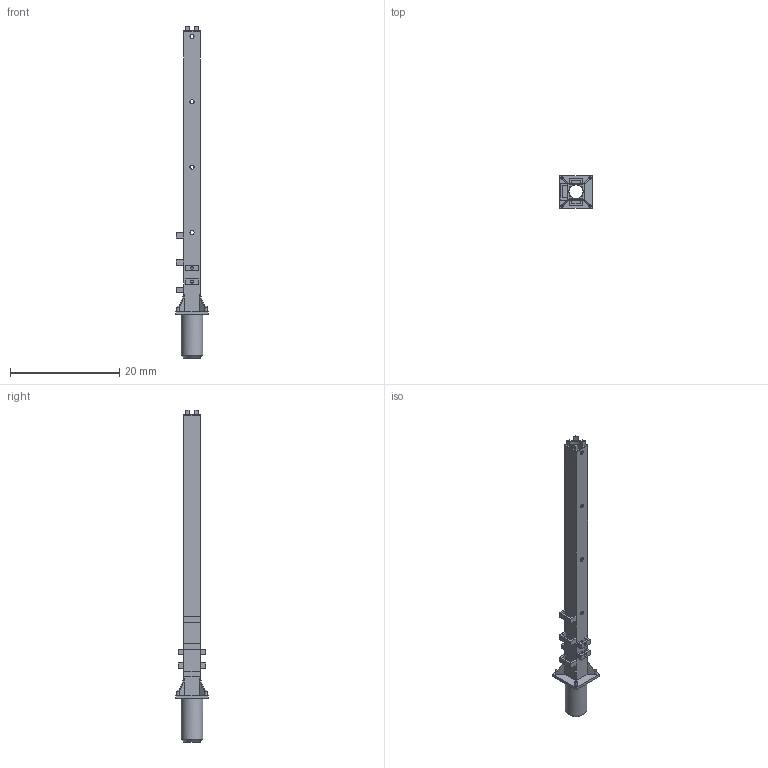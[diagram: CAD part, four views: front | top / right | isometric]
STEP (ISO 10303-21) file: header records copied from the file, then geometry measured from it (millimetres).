
FILE_DESCRIPTION(('FreeCAD Model'),'2;1');
FILE_NAME('Open CASCADE Shape Model','2024-03-24T14:59:39',('FreeCAD'),( 'FreeCAD'),'Open CASCADE STEP processor 7.6','FreeCAD','Unknown');
FILE_SCHEMA(('AUTOMOTIVE_DESIGN { 1 0 10303 214 1 1 1 1 }'));
Length unit declared in the file: millimetre
Products named in the file (1): Open CASCADE STEP translator 7.6 1
Bounding box: 6 x 6 x 60.9 mm (x, y, z)
Volume: 276.5 mm3; surface area: 1394.4 mm2
Topology: 2 solids, 2 shells, 138 faces, 405 edges, 267 vertices
Faces by surface type: plane 114, cylinder 19, sphere 4, cone 1
Full cylindrical faces by diameter (mm): 0.4 x4, 0.5 x4, 0.75 x8, 2.6 x2, 4 x1
Entity records: 10531 total; most frequent: CARTESIAN_POINT 2413, DIRECTION 1502, LINE 1054, VECTOR 1054, ORIENTED_EDGE 802, PCURVE 802, DEFINITIONAL_REPRESENTATION 802, EDGE_CURVE 401
